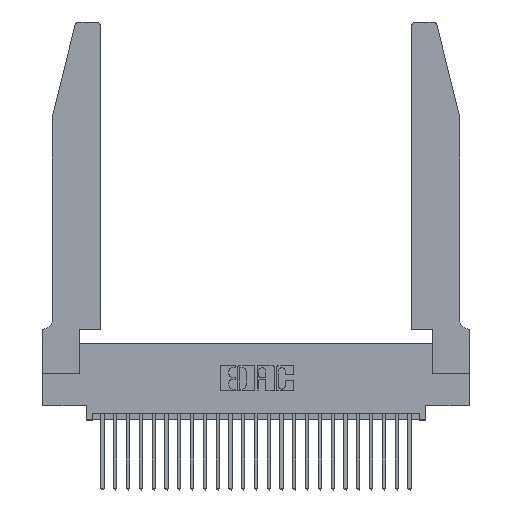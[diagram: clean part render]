
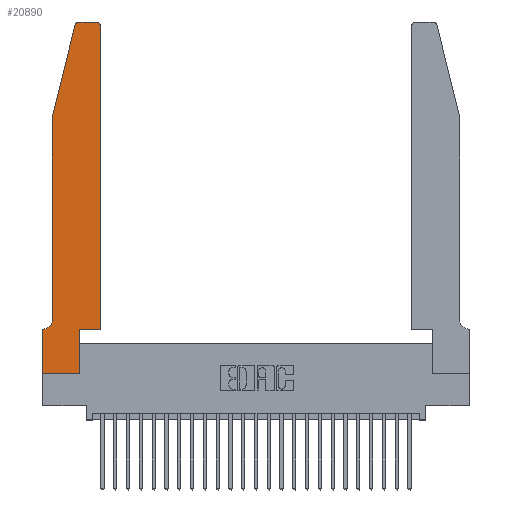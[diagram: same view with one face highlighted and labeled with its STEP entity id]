
A CAD part, top view. The second image highlights one B-rep face of the part: STEP entity #20890.
In plain terms, the highlighted planar face has unit normal (0, 0, 1).
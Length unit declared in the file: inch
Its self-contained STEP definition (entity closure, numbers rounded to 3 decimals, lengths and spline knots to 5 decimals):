
#132 = VERTEX_POINT ( 'NONE', #5317 ) ;
#241 = ORIENTED_EDGE ( 'NONE', *, *, #24384, .T. ) ;
#479 = VECTOR ( 'NONE', #17423, 39.37008 ) ;
#637 = CARTESIAN_POINT ( 'NONE',  ( 0.4205, 2.72, 0.37 ) ) ;
#934 = VERTEX_POINT ( 'NONE', #17158 ) ;
#1208 = VECTOR ( 'NONE', #14673, 39.37008 ) ;
#1523 = DIRECTION ( 'NONE',  ( -1., 0., 0. ) ) ;
#2015 = DIRECTION ( 'NONE',  ( 1., 0., 0. ) ) ;
#2162 = CARTESIAN_POINT ( 'NONE',  ( 0.25487, 2.72718, 0.37 ) ) ;
#2211 = ORIENTED_EDGE ( 'NONE', *, *, #17512, .T. ) ;
#3113 = CARTESIAN_POINT ( 'NONE',  ( 0., 0., 0.37 ) ) ;
#3154 = DIRECTION ( 'NONE',  ( 0., -1., 0. ) ) ;
#3160 = CARTESIAN_POINT ( 'NONE',  ( 0.0755, 0.35, 0.37 ) ) ;
#3189 = VECTOR ( 'NONE', #24215, 39.37008 ) ;
#3205 = LINE ( 'NONE', #3160, #23953 ) ;
#3418 = AXIS2_PLACEMENT_3D ( 'NONE', #637, #15130, #15207 ) ;
#3761 = CARTESIAN_POINT ( 'NONE',  ( 0.2865, 0.35, 0.37 ) ) ;
#3893 = LINE ( 'NONE', #6084, #5892 ) ;
#4053 = CARTESIAN_POINT ( 'NONE',  ( 0.2865, 0.35, 0.37 ) ) ;
#4639 = VERTEX_POINT ( 'NONE', #7938 ) ;
#4680 = CARTESIAN_POINT ( 'NONE',  ( 0.2605, 2.75, 0.37 ) ) ;
#5150 = AXIS2_PLACEMENT_3D ( 'NONE', #7399, #11679, #26371 ) ;
#5317 = CARTESIAN_POINT ( 'NONE',  ( 0.2865, 0., 0.37 ) ) ;
#5421 = CARTESIAN_POINT ( 'NONE',  ( 0.0755, 2., 0.37 ) ) ;
#5674 = LINE ( 'NONE', #23016, #20228 ) ;
#5892 = VECTOR ( 'NONE', #22657, 39.37008 ) ;
#6046 = VERTEX_POINT ( 'NONE', #18835 ) ;
#6084 = CARTESIAN_POINT ( 'NONE',  ( 0., 0., 0.37 ) ) ;
#6087 = PLANE ( 'NONE',  #16742 ) ;
#6435 = CARTESIAN_POINT ( 'NONE',  ( 0.4505, 0.35, 0.37 ) ) ;
#6522 = VERTEX_POINT ( 'NONE', #18884 ) ;
#7399 = CARTESIAN_POINT ( 'NONE',  ( 0.284, 2.72, 0.37 ) ) ;
#7938 = CARTESIAN_POINT ( 'NONE',  ( 0.4205, 2.75, 0.37 ) ) ;
#8002 = CARTESIAN_POINT ( 'NONE',  ( 0.0055, 0.42, 0.37 ) ) ;
#8143 = VERTEX_POINT ( 'NONE', #2162 ) ;
#8172 = CARTESIAN_POINT ( 'NONE',  ( 0., 0.35, 0.37 ) ) ;
#8372 = EDGE_CURVE ( 'NONE', #8143, #17111, #14565, .T. ) ;
#8409 = EDGE_CURVE ( 'NONE', #6046, #24310, #24616, .T. ) ;
#9240 = VERTEX_POINT ( 'NONE', #3113 ) ;
#9715 = CARTESIAN_POINT ( 'NONE',  ( 0.0755, 2., 0.37 ) ) ;
#10270 = LINE ( 'NONE', #4680, #18908 ) ;
#10411 = EDGE_CURVE ( 'NONE', #24310, #16888, #3205, .T. ) ;
#10453 = DIRECTION ( 'NONE',  ( 0., 0., 1. ) ) ;
#10565 = EDGE_CURVE ( 'NONE', #15636, #4639, #21651, .T. ) ;
#11132 = ORIENTED_EDGE ( 'NONE', *, *, #12317, .T. ) ;
#11193 = LINE ( 'NONE', #15200, #479 ) ;
#11249 = ORIENTED_EDGE ( 'NONE', *, *, #15367, .T. ) ;
#11429 = CARTESIAN_POINT ( 'NONE',  ( 0., 0.35, 0.37 ) ) ;
#11679 = DIRECTION ( 'NONE',  ( 0., 0., 1. ) ) ;
#11886 = VECTOR ( 'NONE', #14470, 39.37008 ) ;
#12317 = EDGE_CURVE ( 'NONE', #4639, #934, #10270, .T. ) ;
#13408 = CIRCLE ( 'NONE', #5150, 0.03 ) ;
#14148 = LINE ( 'NONE', #4053, #11886 ) ;
#14193 = LINE ( 'NONE', #6435, #1208 ) ;
#14230 = FACE_OUTER_BOUND ( 'NONE', #26283, .T. ) ;
#14432 = DIRECTION ( 'NONE',  ( -1., 0., 0. ) ) ;
#14470 = DIRECTION ( 'NONE',  ( 0., 1., 0. ) ) ;
#14552 = CARTESIAN_POINT ( 'NONE',  ( 0.0055, 0.35, 0.37 ) ) ;
#14565 = LINE ( 'NONE', #9715, #3189 ) ;
#14673 = DIRECTION ( 'NONE',  ( 1., 0., 0. ) ) ;
#15130 = DIRECTION ( 'NONE',  ( 0., 0., 1. ) ) ;
#15200 = CARTESIAN_POINT ( 'NONE',  ( 0.4505, 0.35, 0.37 ) ) ;
#15207 = DIRECTION ( 'NONE',  ( 1., 0., 0. ) ) ;
#15367 = EDGE_CURVE ( 'NONE', #9240, #132, #3893, .T. ) ;
#15636 = VERTEX_POINT ( 'NONE', #19508 ) ;
#16742 = AXIS2_PLACEMENT_3D ( 'NONE', #8172, #10453, #2015 ) ;
#16753 = DIRECTION ( 'NONE',  ( 0., -1., 0. ) ) ;
#16815 = DIRECTION ( 'NONE',  ( -1., 0., 0. ) ) ;
#16888 = VERTEX_POINT ( 'NONE', #11429 ) ;
#17111 = VERTEX_POINT ( 'NONE', #24841 ) ;
#17158 = CARTESIAN_POINT ( 'NONE',  ( 0.284, 2.75, 0.37 ) ) ;
#17423 = DIRECTION ( 'NONE',  ( 0., 1., 0. ) ) ;
#17512 = EDGE_CURVE ( 'NONE', #6522, #15636, #11193, .T. ) ;
#17865 = VECTOR ( 'NONE', #3154, 39.37008 ) ;
#18517 = ORIENTED_EDGE ( 'NONE', *, *, #10411, .T. ) ;
#18835 = CARTESIAN_POINT ( 'NONE',  ( 0.0755, 0.42, 0.37 ) ) ;
#18884 = CARTESIAN_POINT ( 'NONE',  ( 0.4505, 0.35, 0.37 ) ) ;
#18908 = VECTOR ( 'NONE', #16815, 39.37008 ) ;
#18993 = ORIENTED_EDGE ( 'NONE', *, *, #26517, .T. ) ;
#19508 = CARTESIAN_POINT ( 'NONE',  ( 0.4505, 2.72, 0.37 ) ) ;
#20228 = VECTOR ( 'NONE', #16753, 39.37008 ) ;
#20509 = LINE ( 'NONE', #5421, #17865 ) ;
#20549 = AXIS2_PLACEMENT_3D ( 'NONE', #8002, #22669, #14432 ) ;
#20890 = ADVANCED_FACE ( 'NONE', ( #14230 ), #6087, .T. ) ;
#21016 = ORIENTED_EDGE ( 'NONE', *, *, #23813, .T. ) ;
#21651 = CIRCLE ( 'NONE', #3418, 0.03 ) ;
#22091 = ORIENTED_EDGE ( 'NONE', *, *, #25628, .T. ) ;
#22374 = ORIENTED_EDGE ( 'NONE', *, *, #8409, .T. ) ;
#22657 = DIRECTION ( 'NONE',  ( 1., 0., 0. ) ) ;
#22669 = DIRECTION ( 'NONE',  ( 0., 0., -1. ) ) ;
#22836 = ORIENTED_EDGE ( 'NONE', *, *, #26581, .T. ) ;
#23016 = CARTESIAN_POINT ( 'NONE',  ( 0., 0., 0.37 ) ) ;
#23692 = ORIENTED_EDGE ( 'NONE', *, *, #8372, .T. ) ;
#23813 = EDGE_CURVE ( 'NONE', #24802, #6522, #14193, .T. ) ;
#23953 = VECTOR ( 'NONE', #1523, 39.37008 ) ;
#24215 = DIRECTION ( 'NONE',  ( -0.239, -0.971, 0. ) ) ;
#24310 = VERTEX_POINT ( 'NONE', #14552 ) ;
#24384 = EDGE_CURVE ( 'NONE', #132, #24802, #14148, .T. ) ;
#24616 = CIRCLE ( 'NONE', #20549, 0.07 ) ;
#24802 = VERTEX_POINT ( 'NONE', #3761 ) ;
#24841 = CARTESIAN_POINT ( 'NONE',  ( 0.0755, 2., 0.37 ) ) ;
#25449 = ORIENTED_EDGE ( 'NONE', *, *, #10565, .T. ) ;
#25628 = EDGE_CURVE ( 'NONE', #16888, #9240, #5674, .T. ) ;
#26283 = EDGE_LOOP ( 'NONE', ( #11132, #18993, #23692, #22836, #22374, #18517, #22091, #11249, #241, #21016, #2211, #25449 ) ) ;
#26371 = DIRECTION ( 'NONE',  ( 1., 0., 0. ) ) ;
#26517 = EDGE_CURVE ( 'NONE', #934, #8143, #13408, .T. ) ;
#26581 = EDGE_CURVE ( 'NONE', #17111, #6046, #20509, .T. ) ;
